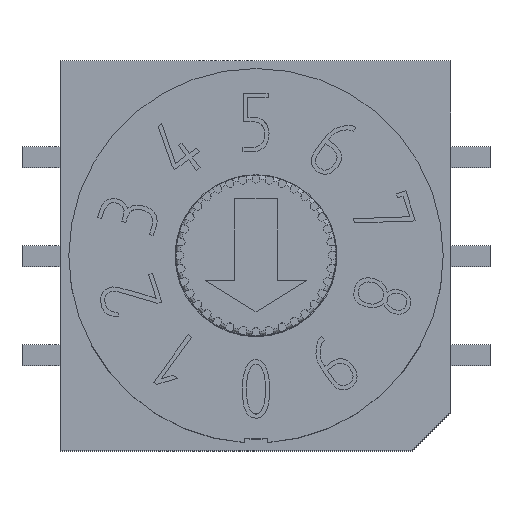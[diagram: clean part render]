
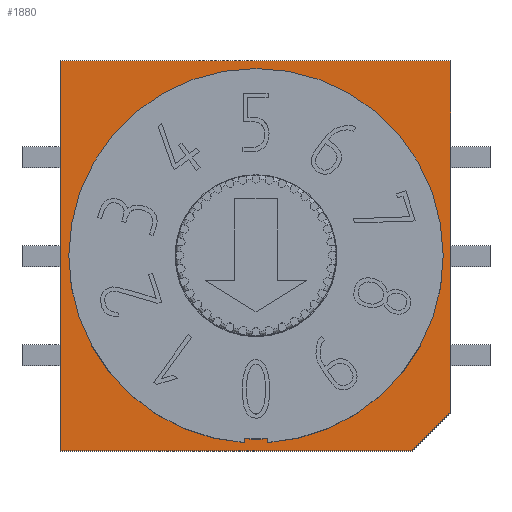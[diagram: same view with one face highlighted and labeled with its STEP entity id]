
A CAD part, top view. The second image highlights one B-rep face of the part: STEP entity #1880.
In plain terms, the highlighted planar face has unit normal (0, 0, 1).
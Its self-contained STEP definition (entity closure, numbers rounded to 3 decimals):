
#1880=ADVANCED_FACE('1754:1441631',(#3050,#3051),#3052,.T.);
#3050=FACE_OUTER_BOUND('',#6969,.T.);
#3051=FACE_BOUND('',#6970,.T.);
#3052=PLANE('',#6971);
#6969=EDGE_LOOP('',(#9995,#9996,#9997,#9998,#9999));
#6970=EDGE_LOOP('',(#10000,#10001,#10002,#10003,#10004,#10005));
#6971=AXIS2_PLACEMENT_3D('',#10006,#10007,#10008);
#9995=ORIENTED_EDGE('',*,*,#12886,.T.);
#9996=ORIENTED_EDGE('',*,*,#12887,.T.);
#9997=ORIENTED_EDGE('',*,*,#12888,.T.);
#9998=ORIENTED_EDGE('',*,*,#12889,.T.);
#9999=ORIENTED_EDGE('',*,*,#12864,.T.);
#10000=ORIENTED_EDGE('',*,*,#12572,.T.);
#10001=ORIENTED_EDGE('',*,*,#12890,.T.);
#10002=ORIENTED_EDGE('',*,*,#12578,.T.);
#10003=ORIENTED_EDGE('',*,*,#12891,.F.);
#10004=ORIENTED_EDGE('',*,*,#12892,.F.);
#10005=ORIENTED_EDGE('',*,*,#12893,.F.);
#10006=CARTESIAN_POINT('',(-5.0,-5.0,2.8));
#10007=DIRECTION('',(0.0,0.0,1.0));
#10008=DIRECTION('',(1.0,0.0,0.0));
#12572=EDGE_CURVE('1754:1444055',#17001,#16998,#17002,.T.);
#12578=EDGE_CURVE('1754:1444055',#17007,#17011,#17013,.T.);
#12864=EDGE_CURVE('1754:1443974',#17470,#17471,#17472,.T.);
#12886=EDGE_CURVE('1754:1444043',#17471,#17507,#17508,.T.);
#12887=EDGE_CURVE('1754:1444046',#17507,#17509,#17510,.F.);
#12888=EDGE_CURVE('1754:1444049',#17509,#17511,#17512,.T.);
#12889=EDGE_CURVE('1754:1444052',#17511,#17470,#17513,.T.);
#12890=EDGE_CURVE('1754:1444055',#16998,#17007,#17514,.T.);
#12891=EDGE_CURVE('1754:1444058',#17515,#17011,#17516,.T.);
#12892=EDGE_CURVE('1754:1444061',#17517,#17515,#17518,.T.);
#12893=EDGE_CURVE('1754:1444064',#17001,#17517,#17519,.T.);
#16998=VERTEX_POINT('',#19167);
#17001=VERTEX_POINT('',#19171);
#17002=CIRCLE('',#19172,4.8);
#17007=VERTEX_POINT('',#19178);
#17011=VERTEX_POINT('',#19183);
#17013=CIRCLE('',#19186,4.8);
#17470=VERTEX_POINT('',#21559);
#17471=VERTEX_POINT('',#21560);
#17472=LINE('',#21561,#21562);
#17507=VERTEX_POINT('',#21659);
#17508=LINE('',#21660,#21661);
#17509=VERTEX_POINT('',#21662);
#17510=LINE('',#21663,#21664);
#17511=VERTEX_POINT('',#21665);
#17512=LINE('',#21666,#21667);
#17513=LINE('',#21668,#21669);
#17514=CIRCLE('',#21670,4.8);
#17515=VERTEX_POINT('',#21671);
#17516=LINE('',#21672,#21673);
#17517=VERTEX_POINT('',#21674);
#17518=CIRCLE('',#21675,4.7);
#17519=LINE('',#21676,#21677);
#19167=CARTESIAN_POINT('',(-4.8,0.,2.8));
#19171=CARTESIAN_POINT('',(-0.303,-4.79,2.8));
#19172=AXIS2_PLACEMENT_3D('',#21892,#21893,#21894);
#19178=CARTESIAN_POINT('',(4.8,0.,2.8));
#19183=CARTESIAN_POINT('',(0.303,-4.79,2.8));
#19186=AXIS2_PLACEMENT_3D('',#21904,#21905,#21906);
#21559=CARTESIAN_POINT('',(-5.0,5.0,2.8));
#21560=CARTESIAN_POINT('',(-5.0,-5.0,2.8));
#21561=CARTESIAN_POINT('',(-5.0,5.0,2.8));
#21562=VECTOR('',#22176,1.0);
#21659=CARTESIAN_POINT('',(4.0,-5.0,2.8));
#21660=CARTESIAN_POINT('',(-5.0,-5.0,2.8));
#21661=VECTOR('',#22198,1.0);
#21662=CARTESIAN_POINT('',(5.0,-4.0,2.8));
#21663=CARTESIAN_POINT('',(-0.5,-9.5,2.8));
#21664=VECTOR('',#22199,1.0);
#21665=CARTESIAN_POINT('',(5.0,5.0,2.8));
#21666=CARTESIAN_POINT('',(5.0,-5.0,2.8));
#21667=VECTOR('',#22200,1.0);
#21668=CARTESIAN_POINT('',(5.0,5.0,2.8));
#21669=VECTOR('',#22201,1.0);
#21670=AXIS2_PLACEMENT_3D('',#22202,#22203,#22204);
#21671=CARTESIAN_POINT('',(0.297,-4.691,2.8));
#21672=CARTESIAN_POINT('',(0.303,-4.79,2.8));
#21673=VECTOR('',#22205,1.0);
#21674=CARTESIAN_POINT('',(-0.297,-4.691,2.8));
#21675=AXIS2_PLACEMENT_3D('',#22206,#22207,#22208);
#21676=CARTESIAN_POINT('',(-0.297,-4.691,2.8));
#21677=VECTOR('',#22209,1.0);
#21892=CARTESIAN_POINT('',(0.0,0.0,2.8));
#21893=DIRECTION('',(0.0,0.0,-1.0));
#21894=DIRECTION('',(1.0,0.0,0.0));
#21904=CARTESIAN_POINT('',(0.0,0.0,2.8));
#21905=DIRECTION('',(0.0,0.0,-1.0));
#21906=DIRECTION('',(1.0,0.0,0.0));
#22176=DIRECTION('',(0.0,-1.0,0.0));
#22198=DIRECTION('',(1.0,0.0,0.0));
#22199=DIRECTION('',(-0.707,-0.707,0.0));
#22200=DIRECTION('',(0.0,1.0,0.0));
#22201=DIRECTION('',(-1.0,0.0,0.0));
#22202=CARTESIAN_POINT('',(0.0,0.0,2.8));
#22203=DIRECTION('',(0.0,0.0,-1.0));
#22204=DIRECTION('',(1.0,0.0,0.0));
#22205=DIRECTION('',(0.063,-0.998,0.0));
#22206=CARTESIAN_POINT('',(0.0,0.0,2.8));
#22207=DIRECTION('',(0.0,0.0,1.0));
#22208=DIRECTION('',(1.0,0.0,0.0));
#22209=DIRECTION('',(0.063,0.998,0.0));
